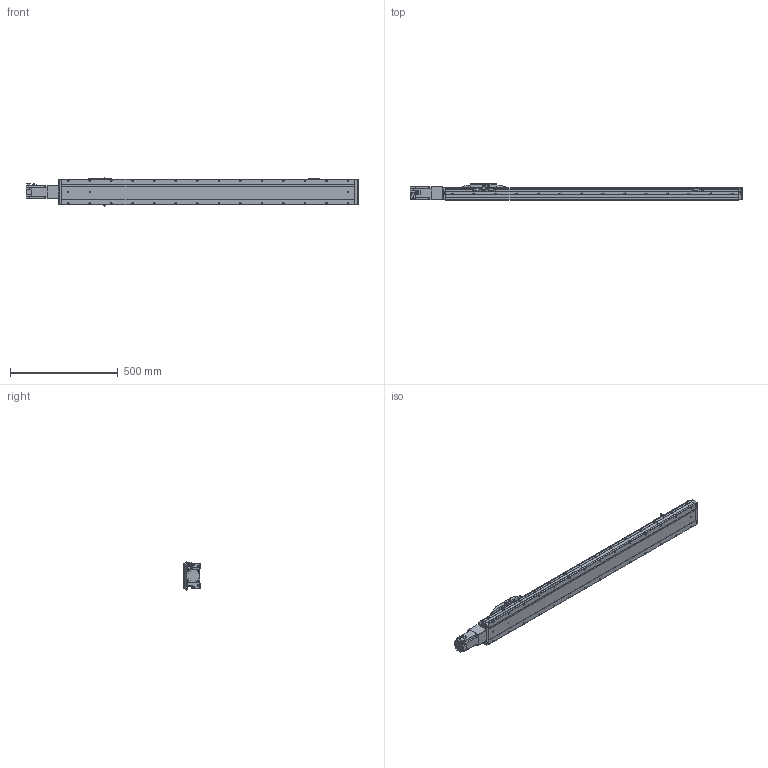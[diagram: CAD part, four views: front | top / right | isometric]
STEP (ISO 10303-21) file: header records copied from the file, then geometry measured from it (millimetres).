
FILE_DESCRIPTION (( 'STEP AP214' ), '1' );
FILE_NAME ('MTU120BC-16XLD-1000-XXXX.STEP', '2025-02-27T13:38:47', ( '' ), ( '' ), 'SwSTEP 2.0', 'SolidWorks 2022', '' );
FILE_SCHEMA (( 'AUTOMOTIVE_DESIGN' ));
Length unit declared in the file: millimetre
Products named in the file (11): MTU120-1000SENSOR; MTU120-1000CARRIAGE; MTU120-1000SENSORPLATE; MTU120-1000-3; MTU120-1000-2; MTU120BC-16XLD-1000-XXXX; MTU120-1000MOTOR; FANG STICKER; MTU120-1000FANGTOOTH; MTU120-1000-4; MTU120-1000-1
Assembly tree (14 placements, depth 2):
  MTU120BC-16XLD-1000-XXXX
    MTU120-1000-1
    MTU120-1000-2
    MTU120-1000-3
    MTU120-1000MOTOR
    MTU120-1000CARRIAGE
    MTU120-1000-4
    MTU120-1000SENSORPLATE  x3
    MTU120-1000SENSOR  x3
    MTU120-1000FANGTOOTH
    FANG STICKER
Bounding box: 1542.8 x 76 x 133.6 mm (x, y, z)
Volume: 9522282.4 mm3; surface area: 718015.1 mm2
Topology: 14 solids, 15 shells, 1854 faces, 4797 edges, 3117 vertices
Faces by surface type: plane 1127, cylinder 547, cone 126, torus 50, sphere 4
Entity records: 49004 total; most frequent: CARTESIAN_POINT 8825, DIRECTION 8373, ORIENTED_EDGE 8142, EDGE_CURVE 4071, LINE 2923, VECTOR 2923, AXIS2_PLACEMENT_3D 2725, VERTEX_POINT 2645
